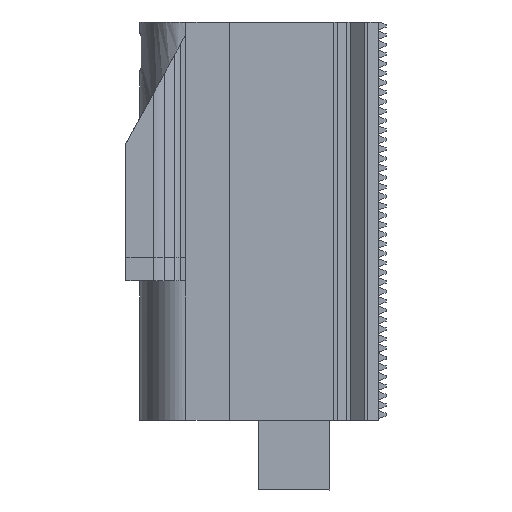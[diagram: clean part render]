
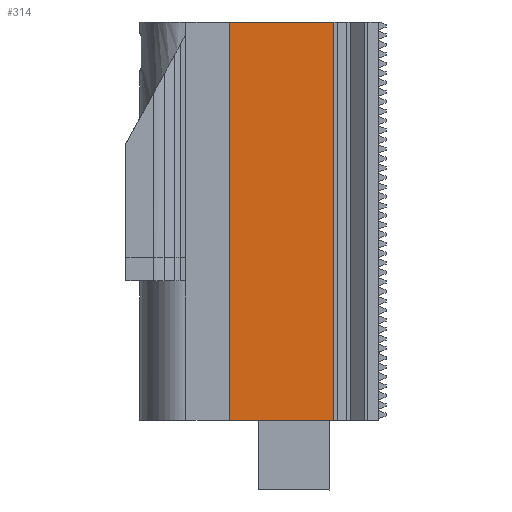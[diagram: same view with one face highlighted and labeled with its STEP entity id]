
A CAD part, left-side view. The second image highlights one B-rep face of the part: STEP entity #314.
In plain terms, the highlighted planar face has unit normal (-1, 0, 0).
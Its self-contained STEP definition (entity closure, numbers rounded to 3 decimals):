
#314=ADVANCED_FACE('',(#662),#6064,.T.);
#662=FACE_OUTER_BOUND('',#1018,.T.);
#1018=EDGE_LOOP('',(#2679,#2680,#2681,#2682));
#2679=ORIENTED_EDGE('',*,*,#3918,.T.);
#2680=ORIENTED_EDGE('',*,*,#3919,.T.);
#2681=ORIENTED_EDGE('',*,*,#3920,.T.);
#2682=ORIENTED_EDGE('',*,*,#3921,.F.);
#3918=EDGE_CURVE('',#5663,#5666,#5014,.T.);
#3919=EDGE_CURVE('',#5666,#5667,#4136,.T.);
#3920=EDGE_CURVE('',#5667,#5664,#5015,.T.);
#3921=EDGE_CURVE('',#5663,#5664,#4137,.T.);
#4136=(
BOUNDED_CURVE()
B_SPLINE_CURVE(1,(#11844,#11845),.UNSPECIFIED.,.F.,.F.)
B_SPLINE_CURVE_WITH_KNOTS((2,2),(0.,200.),.UNSPECIFIED.)
CURVE()
GEOMETRIC_REPRESENTATION_ITEM()
RATIONAL_B_SPLINE_CURVE((1.,1.))
REPRESENTATION_ITEM('')
);
#4137=(
BOUNDED_CURVE()
B_SPLINE_CURVE(1,(#11849,#11850),.UNSPECIFIED.,.F.,.F.)
B_SPLINE_CURVE_WITH_KNOTS((2,2),(-200.,0.),.UNSPECIFIED.)
CURVE()
GEOMETRIC_REPRESENTATION_ITEM()
RATIONAL_B_SPLINE_CURVE((1.,1.))
REPRESENTATION_ITEM('')
);
#5014=B_SPLINE_CURVE_WITH_KNOTS('',1,(#11841,#11842,#11843),
 .UNSPECIFIED.,.F.,.F.,(2,1,2),(0.,20.3,52.5),
 .UNSPECIFIED.);
#5015=B_SPLINE_CURVE_WITH_KNOTS('',1,(#11846,#11847,#11848),
 .UNSPECIFIED.,.F.,.F.,(2,1,2),(0.,32.2,52.5),
 .UNSPECIFIED.);
#5663=VERTEX_POINT('',#9429);
#5664=VERTEX_POINT('',#9430);
#5666=VERTEX_POINT('',#9432);
#5667=VERTEX_POINT('',#9433);
#6064=PLANE('',#6473);
#6473=AXIS2_PLACEMENT_3D('',#7153,#6808,$);
#6808=DIRECTION('',(-1.,0.,0.));
#7153=CARTESIAN_POINT('',(-43.891,18.739,14.831));
#9429=CARTESIAN_POINT('',(-43.891,13.369,34.951));
#9430=CARTESIAN_POINT('',(-43.891,13.369,234.951));
#9432=CARTESIAN_POINT('',(-43.891,-39.131,34.951));
#9433=CARTESIAN_POINT('',(-43.891,-39.131,234.951));
#11841=CARTESIAN_POINT('',(-43.891,13.369,34.951));
#11842=CARTESIAN_POINT('',(-43.891,-6.931,34.951));
#11843=CARTESIAN_POINT('',(-43.891,-39.131,34.951));
#11844=CARTESIAN_POINT('',(-43.891,-39.131,34.951));
#11845=CARTESIAN_POINT('',(-43.891,-39.131,234.951));
#11846=CARTESIAN_POINT('',(-43.891,-39.131,234.951));
#11847=CARTESIAN_POINT('',(-43.891,-6.931,234.951));
#11848=CARTESIAN_POINT('',(-43.891,13.369,234.951));
#11849=CARTESIAN_POINT('',(-43.891,13.369,34.951));
#11850=CARTESIAN_POINT('',(-43.891,13.369,234.951));
